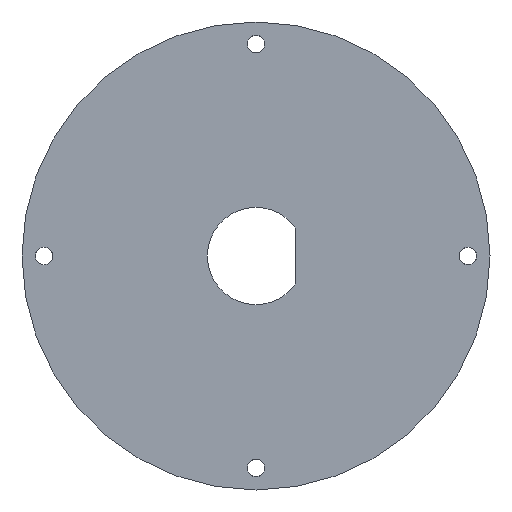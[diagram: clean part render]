
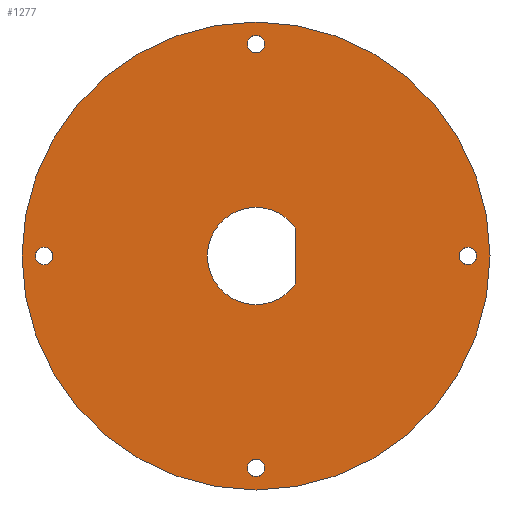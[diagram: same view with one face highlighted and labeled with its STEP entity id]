
A CAD part, front view. The second image highlights one B-rep face of the part: STEP entity #1277.
In plain terms, the highlighted planar face has unit normal (0, -1, 0).
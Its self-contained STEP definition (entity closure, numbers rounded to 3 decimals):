
#9 = VERTEX_POINT ( 'NONE', #1090 ) ;
#10 = CARTESIAN_POINT ( 'NONE',  ( 0., 0., -13.25 ) ) ;
#28 = ORIENTED_EDGE ( 'NONE', *, *, #662, .T. ) ;
#43 = DIRECTION ( 'NONE',  ( 0., 0., -1. ) ) ;
#48 = CIRCLE ( 'NONE', #850, 0.5 ) ;
#78 = CIRCLE ( 'NONE', #901, 0.5 ) ;
#93 = LINE ( 'NONE', #211, #318 ) ;
#99 = EDGE_CURVE ( 'NONE', #354, #9, #977, .T. ) ;
#109 = EDGE_CURVE ( 'NONE', #218, #230, #1175, .T. ) ;
#110 = DIRECTION ( 'NONE',  ( 0., 0., 1. ) ) ;
#117 = DIRECTION ( 'NONE',  ( 0., 1., 0. ) ) ;
#118 = VERTEX_POINT ( 'NONE', #1160 ) ;
#121 = DIRECTION ( 'NONE',  ( 0., 0., 1. ) ) ;
#132 = AXIS2_PLACEMENT_3D ( 'NONE', #352, #135, #43 ) ;
#135 = DIRECTION ( 'NONE',  ( 0., 1., 0. ) ) ;
#156 = CARTESIAN_POINT ( 'NONE',  ( 0., 0., -12.5 ) ) ;
#197 = AXIS2_PLACEMENT_3D ( 'NONE', #978, #378, #1265 ) ;
#206 = DIRECTION ( 'NONE',  ( 0., 1., 0. ) ) ;
#207 = AXIS2_PLACEMENT_3D ( 'NONE', #462, #765, #573 ) ;
#210 = EDGE_CURVE ( 'NONE', #585, #1266, #1124, .T. ) ;
#211 = CARTESIAN_POINT ( 'NONE',  ( 2.25, 0., -1.581 ) ) ;
#214 = CARTESIAN_POINT ( 'NONE',  ( -12., 0., 0. ) ) ;
#215 = CARTESIAN_POINT ( 'NONE',  ( 0., 0., 0. ) ) ;
#218 = VERTEX_POINT ( 'NONE', #156 ) ;
#219 = DIRECTION ( 'NONE',  ( 0., 0., -1. ) ) ;
#229 = DIRECTION ( 'NONE',  ( 0., 0., 1. ) ) ;
#230 = VERTEX_POINT ( 'NONE', #1130 ) ;
#301 = FACE_BOUND ( 'NONE', #687, .T. ) ;
#318 = VECTOR ( 'NONE', #424, 1000. ) ;
#331 = CARTESIAN_POINT ( 'NONE',  ( 0., 0., 0. ) ) ;
#342 = ORIENTED_EDGE ( 'NONE', *, *, #1205, .T. ) ;
#350 = CARTESIAN_POINT ( 'NONE',  ( 0., 0., 12. ) ) ;
#351 = PLANE ( 'NONE',  #979 ) ;
#352 = CARTESIAN_POINT ( 'NONE',  ( 12., 0., 0. ) ) ;
#354 = VERTEX_POINT ( 'NONE', #474 ) ;
#371 = AXIS2_PLACEMENT_3D ( 'NONE', #839, #537, #1235 ) ;
#378 = DIRECTION ( 'NONE',  ( 0., 1., 0. ) ) ;
#401 = VERTEX_POINT ( 'NONE', #463 ) ;
#408 = AXIS2_PLACEMENT_3D ( 'NONE', #731, #840, #219 ) ;
#418 = CIRCLE ( 'NONE', #408, 0.5 ) ;
#424 = DIRECTION ( 'NONE',  ( 0., 0., -1. ) ) ;
#434 = VERTEX_POINT ( 'NONE', #1267 ) ;
#442 = VERTEX_POINT ( 'NONE', #1263 ) ;
#450 = ORIENTED_EDGE ( 'NONE', *, *, #484, .T. ) ;
#453 = DIRECTION ( 'NONE',  ( 0., 1., 0. ) ) ;
#462 = CARTESIAN_POINT ( 'NONE',  ( 0., 0., -12. ) ) ;
#463 = CARTESIAN_POINT ( 'NONE',  ( 12., 0., -0.5 ) ) ;
#471 = CIRCLE ( 'NONE', #1196, 0.5 ) ;
#474 = CARTESIAN_POINT ( 'NONE',  ( 0., 0., 11.5 ) ) ;
#478 = ORIENTED_EDGE ( 'NONE', *, *, #895, .T. ) ;
#484 = EDGE_CURVE ( 'NONE', #980, #401, #418, .T. ) ;
#517 = CARTESIAN_POINT ( 'NONE',  ( 0., 0., 13.25 ) ) ;
#523 = CARTESIAN_POINT ( 'NONE',  ( 0., 0., -12. ) ) ;
#532 = EDGE_CURVE ( 'NONE', #9, #354, #471, .T. ) ;
#537 = DIRECTION ( 'NONE',  ( 0., 1., 0. ) ) ;
#544 = CARTESIAN_POINT ( 'NONE',  ( -12., 0., 0.5 ) ) ;
#547 = FACE_BOUND ( 'NONE', #677, .T. ) ;
#560 = AXIS2_PLACEMENT_3D ( 'NONE', #975, #1039, #1229 ) ;
#562 = ORIENTED_EDGE ( 'NONE', *, *, #99, .T. ) ;
#573 = DIRECTION ( 'NONE',  ( 0., 0., 1. ) ) ;
#585 = VERTEX_POINT ( 'NONE', #10 ) ;
#616 = FACE_BOUND ( 'NONE', #985, .T. ) ;
#648 = FACE_BOUND ( 'NONE', #1001, .T. ) ;
#651 = DIRECTION ( 'NONE',  ( 0., 0., 1. ) ) ;
#652 = CARTESIAN_POINT ( 'NONE',  ( 0., 0., 0. ) ) ;
#662 = EDGE_CURVE ( 'NONE', #434, #118, #790, .T. ) ;
#663 = ORIENTED_EDGE ( 'NONE', *, *, #1213, .T. ) ;
#670 = EDGE_CURVE ( 'NONE', #1266, #585, #1017, .T. ) ;
#677 = EDGE_LOOP ( 'NONE', ( #922, #28, #1075, #663 ) ) ;
#687 = EDGE_LOOP ( 'NONE', ( #450, #478 ) ) ;
#718 = CIRCLE ( 'NONE', #132, 0.5 ) ;
#721 = DIRECTION ( 'NONE',  ( 0., 0., 1. ) ) ;
#731 = CARTESIAN_POINT ( 'NONE',  ( 12., 0., 0. ) ) ;
#743 = ORIENTED_EDGE ( 'NONE', *, *, #210, .F. ) ;
#754 = EDGE_CURVE ( 'NONE', #118, #813, #1200, .T. ) ;
#755 = VERTEX_POINT ( 'NONE', #544 ) ;
#758 = AXIS2_PLACEMENT_3D ( 'NONE', #215, #117, #721 ) ;
#765 = DIRECTION ( 'NONE',  ( 0., 1., 0. ) ) ;
#769 = ORIENTED_EDGE ( 'NONE', *, *, #109, .T. ) ;
#776 = ORIENTED_EDGE ( 'NONE', *, *, #959, .T. ) ;
#790 = CIRCLE ( 'NONE', #1132, 2.75 ) ;
#813 = VERTEX_POINT ( 'NONE', #869 ) ;
#819 = FACE_BOUND ( 'NONE', #992, .T. ) ;
#822 = CARTESIAN_POINT ( 'NONE',  ( 0., 0., 12. ) ) ;
#824 = DIRECTION ( 'NONE',  ( 0., 1., 0. ) ) ;
#839 = CARTESIAN_POINT ( 'NONE',  ( 0., 0., 0. ) ) ;
#840 = DIRECTION ( 'NONE',  ( 0., 1., 0. ) ) ;
#844 = DIRECTION ( 'NONE',  ( 0., 0., 1. ) ) ;
#850 = AXIS2_PLACEMENT_3D ( 'NONE', #214, #824, #844 ) ;
#851 = DIRECTION ( 'NONE',  ( 0., 1., 0. ) ) ;
#869 = CARTESIAN_POINT ( 'NONE',  ( 2.25, 0., 1.581 ) ) ;
#872 = EDGE_LOOP ( 'NONE', ( #743, #1298 ) ) ;
#881 = ORIENTED_EDGE ( 'NONE', *, *, #1220, .T. ) ;
#895 = EDGE_CURVE ( 'NONE', #401, #980, #718, .T. ) ;
#901 = AXIS2_PLACEMENT_3D ( 'NONE', #523, #1222, #121 ) ;
#922 = ORIENTED_EDGE ( 'NONE', *, *, #1010, .T. ) ;
#959 = EDGE_CURVE ( 'NONE', #755, #971, #1306, .T. ) ;
#971 = VERTEX_POINT ( 'NONE', #1174 ) ;
#975 = CARTESIAN_POINT ( 'NONE',  ( 0., 0., 0. ) ) ;
#977 = CIRCLE ( 'NONE', #1112, 0.5 ) ;
#978 = CARTESIAN_POINT ( 'NONE',  ( -12., 0., 0. ) ) ;
#979 = AXIS2_PLACEMENT_3D ( 'NONE', #1051, #851, #651 ) ;
#980 = VERTEX_POINT ( 'NONE', #1179 ) ;
#985 = EDGE_LOOP ( 'NONE', ( #342, #769 ) ) ;
#986 = CIRCLE ( 'NONE', #371, 2.75 ) ;
#992 = EDGE_LOOP ( 'NONE', ( #1119, #562 ) ) ;
#1001 = EDGE_LOOP ( 'NONE', ( #776, #881 ) ) ;
#1010 = EDGE_CURVE ( 'NONE', #442, #434, #986, .T. ) ;
#1017 = CIRCLE ( 'NONE', #758, 13.25 ) ;
#1039 = DIRECTION ( 'NONE',  ( 0., 1., 0. ) ) ;
#1046 = DIRECTION ( 'NONE',  ( 0., 1., 0. ) ) ;
#1051 = CARTESIAN_POINT ( 'NONE',  ( 0., 0., 0. ) ) ;
#1052 = FACE_OUTER_BOUND ( 'NONE', #872, .T. ) ;
#1070 = AXIS2_PLACEMENT_3D ( 'NONE', #652, #1046, #229 ) ;
#1075 = ORIENTED_EDGE ( 'NONE', *, *, #754, .T. ) ;
#1090 = CARTESIAN_POINT ( 'NONE',  ( 0., 0., 12.5 ) ) ;
#1112 = AXIS2_PLACEMENT_3D ( 'NONE', #350, #453, #1165 ) ;
#1119 = ORIENTED_EDGE ( 'NONE', *, *, #532, .T. ) ;
#1124 = CIRCLE ( 'NONE', #560, 13.25 ) ;
#1130 = CARTESIAN_POINT ( 'NONE',  ( 0., 0., -11.5 ) ) ;
#1132 = AXIS2_PLACEMENT_3D ( 'NONE', #331, #1216, #110 ) ;
#1160 = CARTESIAN_POINT ( 'NONE',  ( 0., 0., 2.75 ) ) ;
#1165 = DIRECTION ( 'NONE',  ( 0., 0., -1. ) ) ;
#1174 = CARTESIAN_POINT ( 'NONE',  ( -12., 0., -0.5 ) ) ;
#1175 = CIRCLE ( 'NONE', #207, 0.5 ) ;
#1179 = CARTESIAN_POINT ( 'NONE',  ( 12., 0., 0.5 ) ) ;
#1196 = AXIS2_PLACEMENT_3D ( 'NONE', #822, #206, #1208 ) ;
#1200 = CIRCLE ( 'NONE', #1070, 2.75 ) ;
#1205 = EDGE_CURVE ( 'NONE', #230, #218, #78, .T. ) ;
#1208 = DIRECTION ( 'NONE',  ( 0., 0., -1. ) ) ;
#1213 = EDGE_CURVE ( 'NONE', #813, #442, #93, .T. ) ;
#1216 = DIRECTION ( 'NONE',  ( 0., 1., 0. ) ) ;
#1220 = EDGE_CURVE ( 'NONE', #971, #755, #48, .T. ) ;
#1222 = DIRECTION ( 'NONE',  ( 0., 1., 0. ) ) ;
#1229 = DIRECTION ( 'NONE',  ( 0., 0., 1. ) ) ;
#1235 = DIRECTION ( 'NONE',  ( 0., 0., 1. ) ) ;
#1263 = CARTESIAN_POINT ( 'NONE',  ( 2.25, 0., -1.581 ) ) ;
#1265 = DIRECTION ( 'NONE',  ( 0., 0., 1. ) ) ;
#1266 = VERTEX_POINT ( 'NONE', #517 ) ;
#1267 = CARTESIAN_POINT ( 'NONE',  ( 0., 0., -2.75 ) ) ;
#1277 = ADVANCED_FACE ( 'NONE', ( #648, #301, #616, #819, #1052, #547 ), #351, .F. ) ;
#1298 = ORIENTED_EDGE ( 'NONE', *, *, #670, .F. ) ;
#1306 = CIRCLE ( 'NONE', #197, 0.5 ) ;
